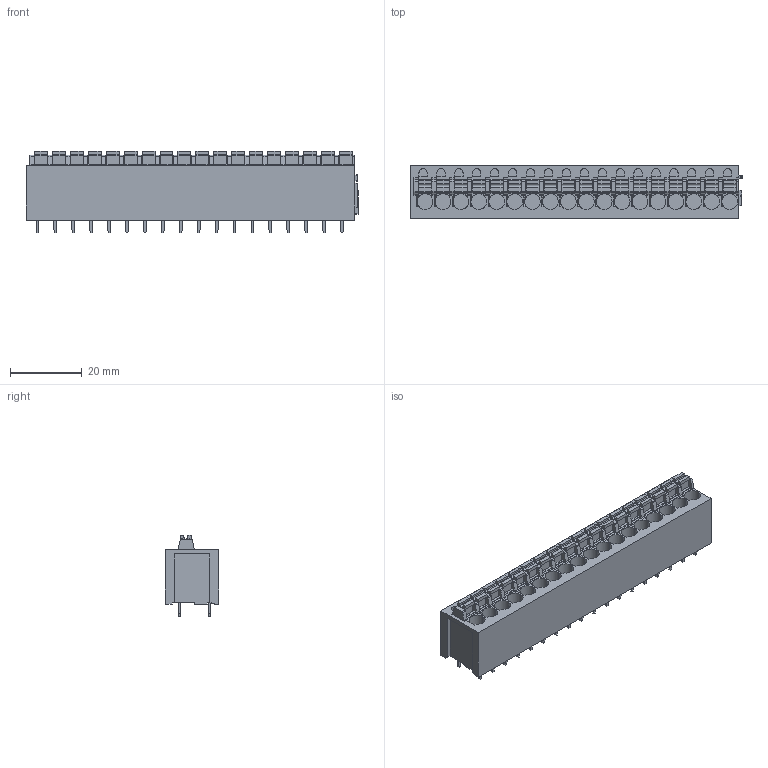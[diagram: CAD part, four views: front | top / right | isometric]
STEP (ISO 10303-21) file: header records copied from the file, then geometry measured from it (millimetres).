
FILE_DESCRIPTION(('CATIA V5 STEP Exchange','CAx-IF Rec.Pracs.--- Model Styling and Organization---1.2---2011-12-15'),'2;1');
FILE_NAME ('D1451073_0_1330350000_1330350000.stp','2018-09-07T10:23:46+00:00',('none'),('Weidmueller'),'CATIA Version 5-6 Release 2014','CATIA V5 STEP AP214','none');
FILE_SCHEMA(('AUTOMOTIVE_DESIGN { 1 0 10303 214 1 1 1 1 }'));
Length unit declared in the file: millimetre
Products named in the file (1): 1330350000
Bounding box: 92.65 x 14.8 x 22.7 mm (x, y, z)
Volume: 19161.6 mm3; surface area: 11256.2 mm2
Topology: 55 solids, 55 shells, 1212 faces, 3189 edges, 2126 vertices
Faces by surface type: plane 941, cylinder 271
Entity records: 33215 total; most frequent: ORIENTED_EDGE 6378, CARTESIAN_POINT 6040, DIRECTION 4187, EDGE_CURVE 3189, VECTOR 2593, LINE 2593, VERTEX_POINT 2126, EDGE_LOOP 1251
